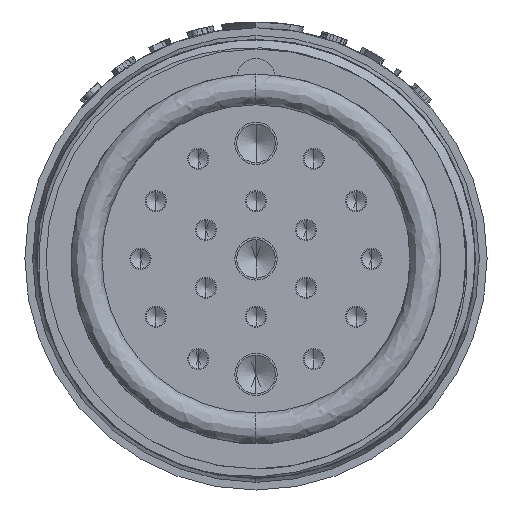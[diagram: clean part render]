
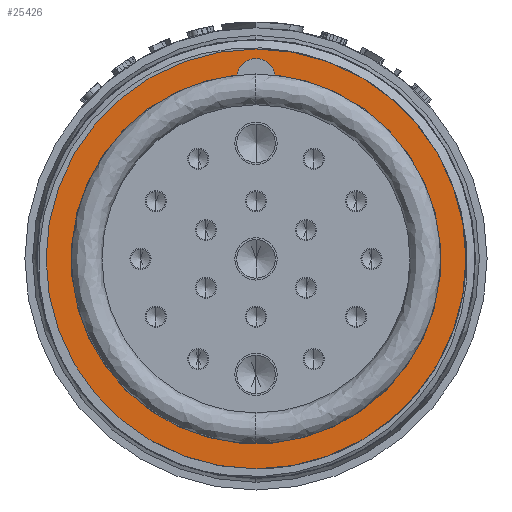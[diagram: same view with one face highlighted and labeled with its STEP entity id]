
A CAD part, left-side view. The second image highlights one B-rep face of the part: STEP entity #25426.
In plain terms, the highlighted planar face has unit normal (-1, 0, 0).
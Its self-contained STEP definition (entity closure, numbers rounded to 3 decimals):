
#1748 = DIRECTION ( 'NONE',  ( 1., 0., 0. ) ) ;
#1831 = CARTESIAN_POINT ( 'NONE',  ( -20., -1., 9.548 ) ) ;
#2078 = DIRECTION ( 'NONE',  ( 1., 0., 0. ) ) ;
#2519 = EDGE_CURVE ( 'NONE', #14733, #11308, #14696, .T. ) ;
#3761 = DIRECTION ( 'NONE',  ( 0., 0., -1. ) ) ;
#3875 = AXIS2_PLACEMENT_3D ( 'NONE', #13597, #31996, #16242 ) ;
#4479 = CIRCLE ( 'NONE', #21412, 1.013 ) ;
#4593 = AXIS2_PLACEMENT_3D ( 'NONE', #7535, #7496, #7468 ) ;
#6583 = EDGE_CURVE ( 'NONE', #32246, #7445, #10503, .T. ) ;
#7417 = ORIENTED_EDGE ( 'NONE', *, *, #15536, .T. ) ;
#7445 = VERTEX_POINT ( 'NONE', #26013 ) ;
#7468 = DIRECTION ( 'NONE',  ( 0., 0., 1. ) ) ;
#7496 = DIRECTION ( 'NONE',  ( 1., 0., 0. ) ) ;
#7535 = CARTESIAN_POINT ( 'NONE',  ( -20., 0., 0. ) ) ;
#8633 = DIRECTION ( 'NONE',  ( 1., 0., 0. ) ) ;
#9361 = FACE_OUTER_BOUND ( 'NONE', #13821, .T. ) ;
#10503 = CIRCLE ( 'NONE', #22736, 1.013 ) ;
#11308 = VERTEX_POINT ( 'NONE', #28209 ) ;
#11830 = FACE_BOUND ( 'NONE', #13021, .T. ) ;
#12421 = ORIENTED_EDGE ( 'NONE', *, *, #15174, .F. ) ;
#13021 = EDGE_LOOP ( 'NONE', ( #21792, #7417, #22091 ) ) ;
#13597 = CARTESIAN_POINT ( 'NONE',  ( -20., 0., 0. ) ) ;
#13821 = EDGE_LOOP ( 'NONE', ( #12421, #30399 ) ) ;
#14334 = CARTESIAN_POINT ( 'NONE',  ( -20., 10.9, 0. ) ) ;
#14389 = CIRCLE ( 'NONE', #3875, 9.6 ) ;
#14696 = CIRCLE ( 'NONE', #4593, 10.9 ) ;
#14733 = VERTEX_POINT ( 'NONE', #21020 ) ;
#15174 = EDGE_CURVE ( 'NONE', #11308, #14733, #21054, .T. ) ;
#15536 = EDGE_CURVE ( 'NONE', #7445, #31310, #4479, .T. ) ;
#16242 = DIRECTION ( 'NONE',  ( 0., 0., 1. ) ) ;
#17700 = CARTESIAN_POINT ( 'NONE',  ( -20., 0., 9.387 ) ) ;
#18011 = CARTESIAN_POINT ( 'NONE',  ( -20., 0., 9.387 ) ) ;
#18109 = AXIS2_PLACEMENT_3D ( 'NONE', #14334, #19647, #3761 ) ;
#19647 = DIRECTION ( 'NONE',  ( 1., 0., 0. ) ) ;
#20282 = EDGE_CURVE ( 'NONE', #31310, #32246, #14389, .T. ) ;
#20380 = DIRECTION ( 'NONE',  ( 0., 0., 1. ) ) ;
#20710 = DIRECTION ( 'NONE',  ( 0., 0., 1. ) ) ;
#21020 = CARTESIAN_POINT ( 'NONE',  ( -20., 0., -10.9 ) ) ;
#21054 = CIRCLE ( 'NONE', #34305, 10.9 ) ;
#21360 = CARTESIAN_POINT ( 'NONE',  ( -20., 1., 9.548 ) ) ;
#21412 = AXIS2_PLACEMENT_3D ( 'NONE', #17700, #1748, #20380 ) ;
#21792 = ORIENTED_EDGE ( 'NONE', *, *, #6583, .T. ) ;
#22091 = ORIENTED_EDGE ( 'NONE', *, *, #20282, .T. ) ;
#22228 = PLANE ( 'NONE',  #18109 ) ;
#22736 = AXIS2_PLACEMENT_3D ( 'NONE', #18011, #2078, #20710 ) ;
#24453 = CARTESIAN_POINT ( 'NONE',  ( -20., 0., 0. ) ) ;
#25426 = ADVANCED_FACE ( 'NONE', ( #9361, #11830 ), #22228, .F. ) ;
#26013 = CARTESIAN_POINT ( 'NONE',  ( -20., 0., 10.4 ) ) ;
#27078 = DIRECTION ( 'NONE',  ( 0., 0., 1. ) ) ;
#28209 = CARTESIAN_POINT ( 'NONE',  ( -20., 0., 10.9 ) ) ;
#30399 = ORIENTED_EDGE ( 'NONE', *, *, #2519, .F. ) ;
#31310 = VERTEX_POINT ( 'NONE', #1831 ) ;
#31996 = DIRECTION ( 'NONE',  ( 1., 0., 0. ) ) ;
#32246 = VERTEX_POINT ( 'NONE', #21360 ) ;
#34305 = AXIS2_PLACEMENT_3D ( 'NONE', #24453, #8633, #27078 ) ;
